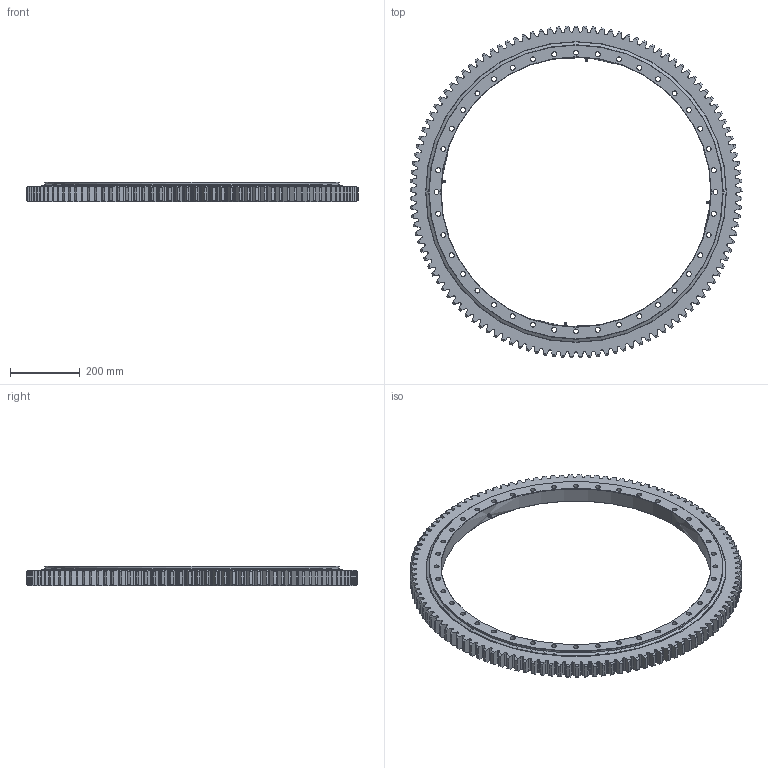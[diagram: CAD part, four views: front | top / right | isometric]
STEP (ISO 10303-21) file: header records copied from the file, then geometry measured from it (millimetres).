
FILE_DESCRIPTION (( 'STEP AP214' ), '1' );
FILE_NAME ('E.950.20.00.B.STEP', '2018-01-08T12:17:35', ( '' ), ( '' ), 'SwSTEP 2.0', 'SolidWorks 2015', '' );
FILE_SCHEMA (( 'AUTOMOTIVE_DESIGN' ));
Length unit declared in the file: millimetre
Products named in the file (7): Grease nipple M8x1mm; C.950.B20B.A3N.0 - OR Seal; C.950.B20B.A3N.0 - IR Seal; Ball D20; C.950.B20B.A3N.0 - OR; C.950.B20B.A3N.0 - IR; E.950.20.00.B
Assembly tree (122 placements, depth 2):
  E.950.20.00.B
    C.950.B20B.A3N.0 - IR
    C.950.B20B.A3N.0 - OR
    Ball D20  x114
    C.950.B20B.A3N.0 - IR Seal
    C.950.B20B.A3N.0 - OR Seal
    Grease nipple M8x1mm  x4
Bounding box: 950.08 x 950.01 x 56 mm (x, y, z)
Volume: 8818164.4 mm3; surface area: 1573032.2 mm2
Topology: 122 solids, 122 shells, 1856 faces, 5398 edges, 3532 vertices
Faces by surface type: bspline 585, cone 398, cylinder 315, plane 288, sphere 228, torus 42
Entity records: 56088 total; most frequent: CARTESIAN_POINT 18610, ORIENTED_EDGE 8612, DIRECTION 5702, EDGE_CURVE 4306, VERTEX_POINT 2838, AXIS2_PLACEMENT_3D 1998, VECTOR 1706, LINE 1706
